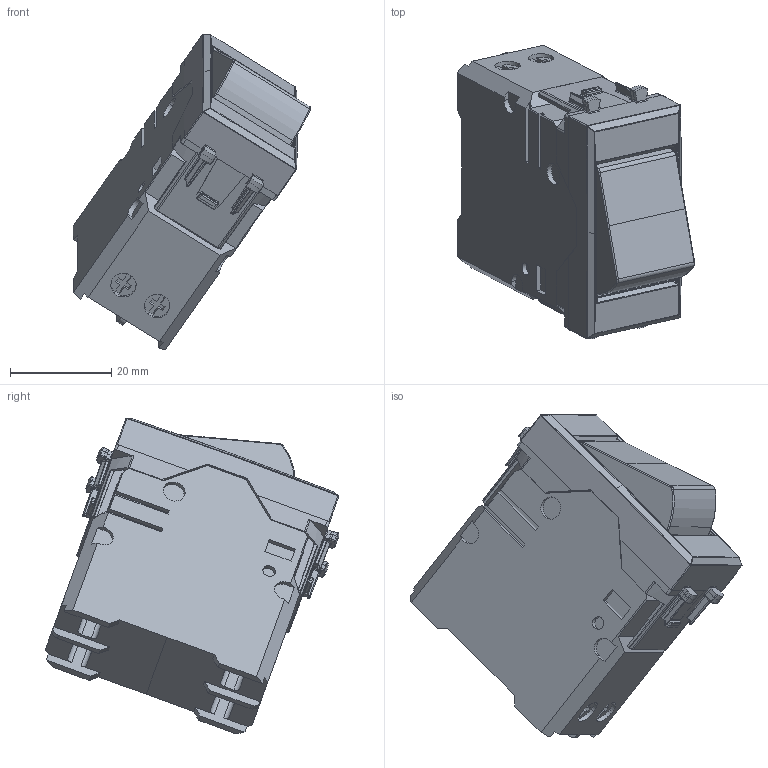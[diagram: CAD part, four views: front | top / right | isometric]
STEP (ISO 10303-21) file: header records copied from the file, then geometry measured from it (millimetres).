
FILE_DESCRIPTION(('CATIA V5 STEP Exchange'),'2;1');
FILE_NAME('442052x6.stp','2024-02-15T12:45:30+00:00',('none'),('none'),'CATIA Version 5-6 Release 2016 SP6','CATIA V5 STEP AP203','none');
FILE_SCHEMA(('CONFIG_CONTROL_DESIGN'));
Length unit declared in the file: millimetre
Products named in the file (1): 442052x
Assembly tree (3 placements, depth 2):
  442052x
    #57
    #6030
    #36285
Bounding box: 46.9 x 58.07 x 62.37 mm (x, y, z)
Volume: 39279.6 mm3; surface area: 16276.9 mm2
Topology: 3 solids, 3 shells, 1117 faces, 3030 edges, 1854 vertices
Faces by surface type: plane 531, cylinder 320, bspline 146, sphere 52, torus 34, cone 26, extrusion 8
Entity records: 43721 total; most frequent: CARTESIAN_POINT 19447, ORIENTED_EDGE 5924, DIRECTION 3471, EDGE_CURVE 2962, VERTEX_POINT 1854, VECTOR 1687, LINE 1679, AXIS2_PLACEMENT_3D 1146
